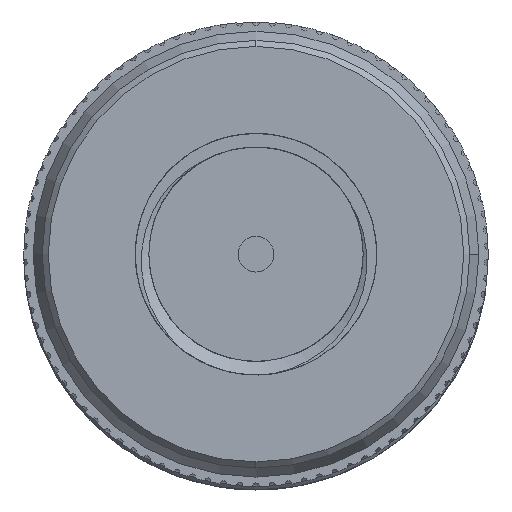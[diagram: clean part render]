
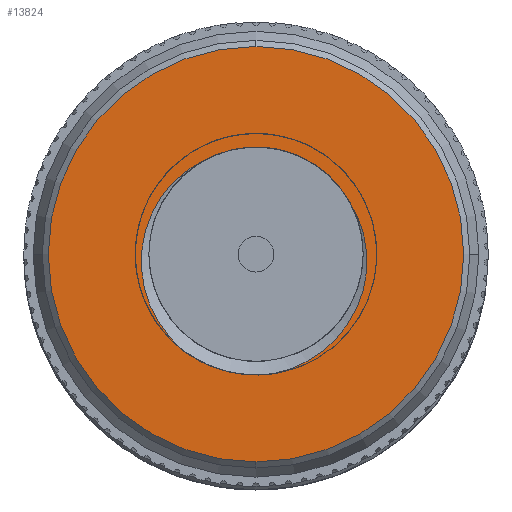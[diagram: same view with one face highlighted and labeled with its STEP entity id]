
A CAD part, front view. The second image highlights one B-rep face of the part: STEP entity #13824.
In plain terms, the highlighted planar face has unit normal (0, -1, 0).
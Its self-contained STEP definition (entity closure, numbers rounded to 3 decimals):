
#184 = ORIENTED_EDGE ( 'NONE', *, *, #12039, .T. ) ;
#267 = B_SPLINE_CURVE_WITH_KNOTS ( 'NONE', 3,
 ( #11661, #16777, #15324, #14124, #8952, #7728, #1007, #4750, #15141, #5095, #16525, #7394, #6113, #10302, #11322, #2570, #3503, #10039, #11412, #14038 ),
 .UNSPECIFIED., .F., .F.,
 ( 4, 2, 2, 2, 2, 2, 2, 2, 2, 4 ),
 ( 0., 0.063, 0.125, 0.25, 0.375, 0.5, 0.625, 0.75, 0.875, 1. ),
 .UNSPECIFIED. ) ;
#317 = CARTESIAN_POINT ( 'NONE',  ( 2.71, -41.995, -1.627 ) ) ;
#381 = FACE_BOUND ( 'NONE', #15600, .T. ) ;
#557 = CARTESIAN_POINT ( 'NONE',  ( 2.255, -41.995, -2.264 ) ) ;
#561 = DIRECTION ( 'NONE',  ( 0., 1., 0. ) ) ;
#706 = CARTESIAN_POINT ( 'NONE',  ( -0.761, -41.995, -3.197 ) ) ;
#908 = CARTESIAN_POINT ( 'NONE',  ( -2.054, -41.995, -2.586 ) ) ;
#959 = ORIENTED_EDGE ( 'NONE', *, *, #6935, .F. ) ;
#966 = CARTESIAN_POINT ( 'NONE',  ( -0.651, -41.995, -3.221 ) ) ;
#1007 = CARTESIAN_POINT ( 'NONE',  ( -2.869, -41.995, -1.566 ) ) ;
#1072 = VERTEX_POINT ( 'NONE', #16420 ) ;
#1460 = B_SPLINE_CURVE_WITH_KNOTS ( 'NONE', 3,
 ( #9760, #3145, #4403, #9603, #1779, #5585, #6789, #8322, #7033, #10798, #5747, #4324, #317, #14950, #12224, #557, #16165, #4483, #9678, #14858, #8411, #3325 ),
 .UNSPECIFIED., .F., .F.,
 ( 4, 2, 2, 2, 2, 2, 2, 2, 2, 2, 4 ),
 ( 0., 0.125, 0.25, 0.375, 0.437, 0.5, 0.562, 0.625, 0.75, 0.875, 1. ),
 .UNSPECIFIED. ) ;
#1673 = DIRECTION ( 'NONE',  ( 0., 1., 0. ) ) ;
#1779 = CARTESIAN_POINT ( 'NONE',  ( 3.08, -41.995, 0.385 ) ) ;
#2086 = CARTESIAN_POINT ( 'NONE',  ( 0., -41.995, 0.1 ) ) ;
#2496 = PLANE ( 'NONE',  #3138 ) ;
#2570 = CARTESIAN_POINT ( 'NONE',  ( -2.519, -41.995, 1.901 ) ) ;
#2953 = EDGE_CURVE ( 'NONE', #15401, #8089, #8093, .T. ) ;
#3138 = AXIS2_PLACEMENT_3D ( 'NONE', #6688, #11973, #15914 ) ;
#3145 = CARTESIAN_POINT ( 'NONE',  ( 2.748, -41.995, 1.369 ) ) ;
#3325 = CARTESIAN_POINT ( 'NONE',  ( 0.455, -41.995, -3.251 ) ) ;
#3446 = ORIENTED_EDGE ( 'NONE', *, *, #4236, .T. ) ;
#3461 = CARTESIAN_POINT ( 'NONE',  ( -1.49, -41.995, 2.704 ) ) ;
#3503 = CARTESIAN_POINT ( 'NONE',  ( -2.348, -41.995, 2.095 ) ) ;
#3639 = ORIENTED_EDGE ( 'NONE', *, *, #9571, .F. ) ;
#4236 = EDGE_CURVE ( 'NONE', #12519, #15401, #1460, .T. ) ;
#4324 = CARTESIAN_POINT ( 'NONE',  ( 2.771, -41.995, -1.513 ) ) ;
#4403 = CARTESIAN_POINT ( 'NONE',  ( 2.861, -41.995, 1.136 ) ) ;
#4483 = CARTESIAN_POINT ( 'NONE',  ( 1.658, -41.995, -2.77 ) ) ;
#4621 = DIRECTION ( 'NONE',  ( 0., 1., 0. ) ) ;
#4707 = CARTESIAN_POINT ( 'NONE',  ( -0.432, -41.995, -3.256 ) ) ;
#4750 = CARTESIAN_POINT ( 'NONE',  ( -3.069, -41.995, -1.081 ) ) ;
#4787 = CARTESIAN_POINT ( 'NONE',  ( 0.01, -41.995, -3.289 ) ) ;
#4837 = VERTEX_POINT ( 'NONE', #3461 ) ;
#4909 = ORIENTED_EDGE ( 'NONE', *, *, #2953, .T. ) ;
#5095 = CARTESIAN_POINT ( 'NONE',  ( -3.215, -41.995, -0.308 ) ) ;
#5585 = CARTESIAN_POINT ( 'NONE',  ( 3.119, -41.995, -0.136 ) ) ;
#5747 = CARTESIAN_POINT ( 'NONE',  ( 2.879, -41.995, -1.278 ) ) ;
#6113 = CARTESIAN_POINT ( 'NONE',  ( -3.111, -41.995, 0.733 ) ) ;
#6146 = CARTESIAN_POINT ( 'NONE',  ( -1.701, -41.995, -2.857 ) ) ;
#6688 = CARTESIAN_POINT ( 'NONE',  ( -5.15, -41.995, 0.1 ) ) ;
#6718 = AXIS2_PLACEMENT_3D ( 'NONE', #14673, #1673, #8211 ) ;
#6770 = CARTESIAN_POINT ( 'NONE',  ( 2.605, -41.995, 1.588 ) ) ;
#6789 = CARTESIAN_POINT ( 'NONE',  ( 3.105, -41.995, -0.397 ) ) ;
#6935 = EDGE_CURVE ( 'NONE', #15700, #1072, #15183, .T. ) ;
#7033 = CARTESIAN_POINT ( 'NONE',  ( 3.004, -41.995, -0.908 ) ) ;
#7177 = CARTESIAN_POINT ( 'NONE',  ( 0.455, -41.995, -3.251 ) ) ;
#7394 = CARTESIAN_POINT ( 'NONE',  ( -3.169, -41.995, 0.477 ) ) ;
#7728 = CARTESIAN_POINT ( 'NONE',  ( -2.741, -41.995, -1.793 ) ) ;
#7978 = FACE_OUTER_BOUND ( 'NONE', #9009, .T. ) ;
#8089 = VERTEX_POINT ( 'NONE', #908 ) ;
#8093 = B_SPLINE_CURVE_WITH_KNOTS ( 'NONE', 3,
 ( #7177, #16487, #4787, #12626, #4707, #966, #706, #16573, #6146, #9994 ),
 .UNSPECIFIED., .F., .F.,
 ( 4, 2, 2, 2, 4 ),
 ( 0., 0.25, 0.375, 0.5, 1. ),
 .UNSPECIFIED. ) ;
#8095 = CIRCLE ( 'NONE', #6718, 5.815 ) ;
#8211 = DIRECTION ( 'NONE',  ( 0., 0., 1. ) ) ;
#8322 = CARTESIAN_POINT ( 'NONE',  ( 3.035, -41.995, -0.782 ) ) ;
#8411 = CARTESIAN_POINT ( 'NONE',  ( 0.712, -41.995, -3.202 ) ) ;
#8716 = ORIENTED_EDGE ( 'NONE', *, *, #9367, .T. ) ;
#8952 = CARTESIAN_POINT ( 'NONE',  ( -2.506, -41.995, -2.117 ) ) ;
#8967 = AXIS2_PLACEMENT_3D ( 'NONE', #9766, #561, #12481 ) ;
#9009 = EDGE_LOOP ( 'NONE', ( #959, #3639 ) ) ;
#9367 = EDGE_CURVE ( 'NONE', #4837, #12519, #10807, .T. ) ;
#9571 = EDGE_CURVE ( 'NONE', #1072, #15700, #8095, .T. ) ;
#9603 = CARTESIAN_POINT ( 'NONE',  ( 3.028, -41.995, 0.641 ) ) ;
#9678 = CARTESIAN_POINT ( 'NONE',  ( 1.436, -41.995, -2.906 ) ) ;
#9760 = CARTESIAN_POINT ( 'NONE',  ( 2.605, -41.995, 1.588 ) ) ;
#9766 = CARTESIAN_POINT ( 'NONE',  ( 0., -41.995, 0.1 ) ) ;
#9822 = DIRECTION ( 'NONE',  ( -1., 0., 0. ) ) ;
#9994 = CARTESIAN_POINT ( 'NONE',  ( -2.054, -41.995, -2.586 ) ) ;
#10039 = CARTESIAN_POINT ( 'NONE',  ( -1.948, -41.995, 2.443 ) ) ;
#10302 = CARTESIAN_POINT ( 'NONE',  ( -2.932, -41.995, 1.23 ) ) ;
#10798 = CARTESIAN_POINT ( 'NONE',  ( 2.926, -41.995, -1.155 ) ) ;
#10807 = CIRCLE ( 'NONE', #15148, 3. ) ;
#10833 = CARTESIAN_POINT ( 'NONE',  ( 0.455, -41.995, -3.251 ) ) ;
#11322 = CARTESIAN_POINT ( 'NONE',  ( -2.813, -41.995, 1.465 ) ) ;
#11412 = CARTESIAN_POINT ( 'NONE',  ( -1.729, -41.995, 2.588 ) ) ;
#11661 = CARTESIAN_POINT ( 'NONE',  ( -2.054, -41.995, -2.586 ) ) ;
#11973 = DIRECTION ( 'NONE',  ( 0., -1., 0. ) ) ;
#12039 = EDGE_CURVE ( 'NONE', #8089, #4837, #267, .T. ) ;
#12224 = CARTESIAN_POINT ( 'NONE',  ( 2.498, -41.995, -1.957 ) ) ;
#12481 = DIRECTION ( 'NONE',  ( 0., 0., 1. ) ) ;
#12519 = VERTEX_POINT ( 'NONE', #6770 ) ;
#12626 = CARTESIAN_POINT ( 'NONE',  ( -0.322, -41.995, -3.268 ) ) ;
#13824 = ADVANCED_FACE ( 'NONE', ( #381, #7978 ), #2496, .T. ) ;
#14038 = CARTESIAN_POINT ( 'NONE',  ( -1.49, -41.995, 2.704 ) ) ;
#14124 = CARTESIAN_POINT ( 'NONE',  ( -2.424, -41.995, -2.217 ) ) ;
#14225 = CARTESIAN_POINT ( 'NONE',  ( 0., -41.995, 5.915 ) ) ;
#14673 = CARTESIAN_POINT ( 'NONE',  ( 0., -41.995, 0.1 ) ) ;
#14858 = CARTESIAN_POINT ( 'NONE',  ( 0.96, -41.995, -3.122 ) ) ;
#14950 = CARTESIAN_POINT ( 'NONE',  ( 2.574, -41.995, -1.849 ) ) ;
#15141 = CARTESIAN_POINT ( 'NONE',  ( -3.139, -41.995, -0.828 ) ) ;
#15148 = AXIS2_PLACEMENT_3D ( 'NONE', #2086, #4621, #9822 ) ;
#15183 = CIRCLE ( 'NONE', #8967, 5.815 ) ;
#15324 = CARTESIAN_POINT ( 'NONE',  ( -2.248, -41.995, -2.409 ) ) ;
#15401 = VERTEX_POINT ( 'NONE', #10833 ) ;
#15600 = EDGE_LOOP ( 'NONE', ( #4909, #184, #8716, #3446 ) ) ;
#15700 = VERTEX_POINT ( 'NONE', #14225 ) ;
#15914 = DIRECTION ( 'NONE',  ( -1., 0., 0. ) ) ;
#16165 = CARTESIAN_POINT ( 'NONE',  ( 2.07, -41.995, -2.448 ) ) ;
#16420 = CARTESIAN_POINT ( 'NONE',  ( 0., -41.995, -5.715 ) ) ;
#16487 = CARTESIAN_POINT ( 'NONE',  ( 0.234, -41.995, -3.281 ) ) ;
#16525 = CARTESIAN_POINT ( 'NONE',  ( -3.221, -41.995, -0.047 ) ) ;
#16573 = CARTESIAN_POINT ( 'NONE',  ( -1.294, -41.995, -3.056 ) ) ;
#16777 = CARTESIAN_POINT ( 'NONE',  ( -2.154, -41.995, -2.5 ) ) ;
